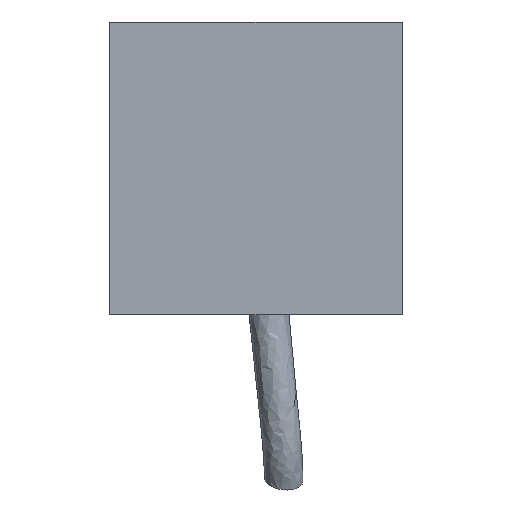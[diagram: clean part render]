
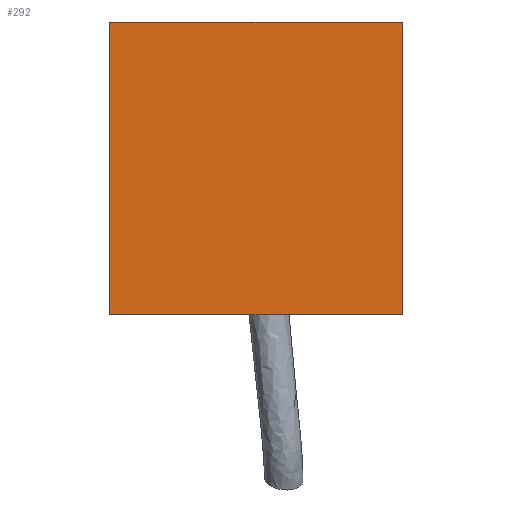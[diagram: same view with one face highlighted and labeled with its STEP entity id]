
A CAD part, front view. The second image highlights one B-rep face of the part: STEP entity #292.
In plain terms, the highlighted planar face has unit normal (0, -1, 0).
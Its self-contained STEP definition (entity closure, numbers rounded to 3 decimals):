
#2 = DIRECTION ( 'NONE',  ( 1., 0., 0. ) ) ;
#25 = VERTEX_POINT ( 'NONE', #420 ) ;
#113 = VERTEX_POINT ( 'NONE', #1385 ) ;
#140 = VERTEX_POINT ( 'NONE', #338 ) ;
#220 = EDGE_CURVE ( 'NONE', #25, #563, #1557, .T. ) ;
#240 = EDGE_CURVE ( 'NONE', #140, #113, #1195, .T. ) ;
#292 = ADVANCED_FACE ( 'NONE', ( #1423 ), #1063, .T. ) ;
#304 = AXIS2_PLACEMENT_3D ( 'NONE', #971, #1299, #1202 ) ;
#333 = EDGE_LOOP ( 'NONE', ( #599, #825, #1398, #952 ) ) ;
#338 = CARTESIAN_POINT ( 'NONE',  ( 13.75, -0.5, 13.75 ) ) ;
#420 = CARTESIAN_POINT ( 'NONE',  ( -13.75, -0.5, -13.75 ) ) ;
#563 = VERTEX_POINT ( 'NONE', #593 ) ;
#593 = CARTESIAN_POINT ( 'NONE',  ( -13.75, -0.5, 13.75 ) ) ;
#599 = ORIENTED_EDGE ( 'NONE', *, *, #240, .F. ) ;
#665 = DIRECTION ( 'NONE',  ( -1., 0., 0. ) ) ;
#825 = ORIENTED_EDGE ( 'NONE', *, *, #962, .F. ) ;
#935 = CARTESIAN_POINT ( 'NONE',  ( -13.75, -0.5, -13.75 ) ) ;
#942 = CARTESIAN_POINT ( 'NONE',  ( 13.75, -0.5, 13.75 ) ) ;
#952 = ORIENTED_EDGE ( 'NONE', *, *, #1439, .F. ) ;
#962 = EDGE_CURVE ( 'NONE', #563, #140, #1090, .T. ) ;
#971 = CARTESIAN_POINT ( 'NONE',  ( 13.75, -0.5, -13.75 ) ) ;
#976 = VECTOR ( 'NONE', #1075, 1000. ) ;
#979 = VECTOR ( 'NONE', #665, 1000. ) ;
#1001 = VECTOR ( 'NONE', #1442, 1000. ) ;
#1063 = PLANE ( 'NONE',  #304 ) ;
#1075 = DIRECTION ( 'NONE',  ( 0., 0., 1. ) ) ;
#1090 = LINE ( 'NONE', #1329, #1231 ) ;
#1195 = LINE ( 'NONE', #942, #1001 ) ;
#1202 = DIRECTION ( 'NONE',  ( 0., 0., -1. ) ) ;
#1231 = VECTOR ( 'NONE', #2, 1000. ) ;
#1276 = LINE ( 'NONE', #935, #979 ) ;
#1299 = DIRECTION ( 'NONE',  ( 0., -1., 0. ) ) ;
#1329 = CARTESIAN_POINT ( 'NONE',  ( -13.75, -0.5, 13.75 ) ) ;
#1385 = CARTESIAN_POINT ( 'NONE',  ( 13.75, -0.5, -13.75 ) ) ;
#1398 = ORIENTED_EDGE ( 'NONE', *, *, #220, .F. ) ;
#1423 = FACE_OUTER_BOUND ( 'NONE', #333, .T. ) ;
#1439 = EDGE_CURVE ( 'NONE', #113, #25, #1276, .T. ) ;
#1442 = DIRECTION ( 'NONE',  ( 0., 0., -1. ) ) ;
#1544 = CARTESIAN_POINT ( 'NONE',  ( -13.75, -0.5, 13.75 ) ) ;
#1557 = LINE ( 'NONE', #1544, #976 ) ;
